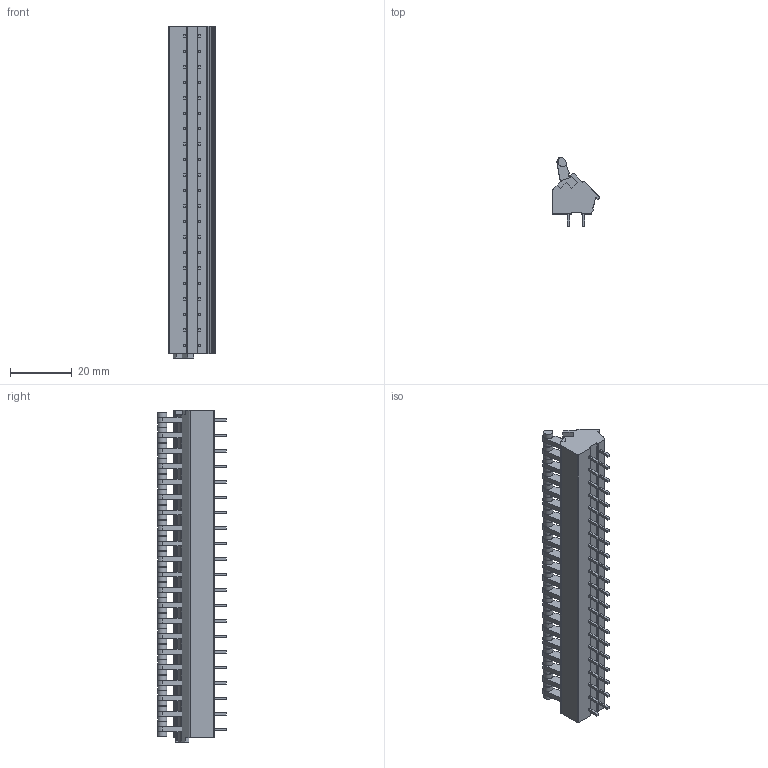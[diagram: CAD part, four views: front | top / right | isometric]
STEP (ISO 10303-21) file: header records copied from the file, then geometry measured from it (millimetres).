
FILE_DESCRIPTION((''),'2;1');
FILE_NAME('PRT0001','2024-10-15T10:08:03',('tluser'),(''),'CREO PARAMETRIC BY PTC INC, 2018100','CREO PARAMETRIC BY PTC INC, 2018100','');
FILE_SCHEMA(('CONFIG_CONTROL_DESIGN'));
Products named in the file (1): PRT0001
Bounding box: 15 x 22.27 x 107.3 mm (x, y, z)
Volume: 14554.3 mm3; surface area: 9077.8 mm2
Topology: 1 solids, 1 shells, 1581 faces, 3939 edges, 2423 vertices
Faces by surface type: plane 705, cylinder 666, bspline 105, sphere 42, torus 42, cone 21
Entity records: 58601 total; most frequent: CARTESIAN_POINT 21401, ORIENTED_EDGE 7878, DIRECTION 7593, EDGE_CURVE 3939, AXIS2_PLACEMENT_3D 2556, VECTOR 2481, LINE 2481, VERTEX_POINT 2423
